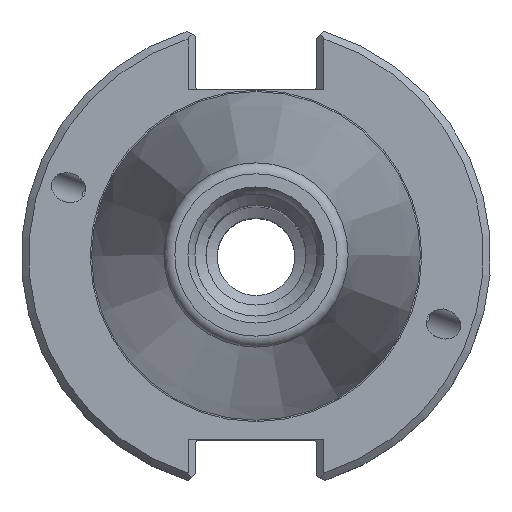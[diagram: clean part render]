
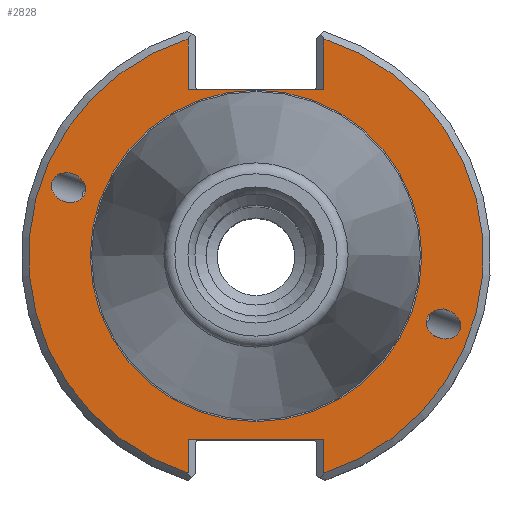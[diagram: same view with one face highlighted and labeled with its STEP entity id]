
A CAD part, top view. The second image highlights one B-rep face of the part: STEP entity #2828.
In plain terms, the highlighted planar face has unit normal (0, 0, 1).
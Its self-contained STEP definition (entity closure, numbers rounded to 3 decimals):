
#24=ELLIPSE('',#3020,2.381,1.95);
#25=ELLIPSE('',#3024,2.381,1.95);
#66=LINE('',#4422,#131);
#69=LINE('',#4433,#134);
#88=LINE('',#4519,#153);
#90=LINE('',#4535,#155);
#91=LINE('',#4537,#156);
#92=LINE('',#4539,#157);
#131=VECTOR('',#3443,1000.);
#134=VECTOR('',#3448,1000.);
#153=VECTOR('',#3499,1000.);
#155=VECTOR('',#3509,1000.);
#156=VECTOR('',#3510,1000.);
#157=VECTOR('',#3511,1000.);
#246=PLANE('',#3042);
#333=CIRCLE('',#3018,22.418);
#334=CIRCLE('',#3027,30.75);
#335=CIRCLE('',#3034,30.75);
#770=ORIENTED_EDGE('',*,*,#1047,.F.);
#771=ORIENTED_EDGE('',*,*,#1052,.T.);
#772=ORIENTED_EDGE('',*,*,#1046,.T.);
#773=ORIENTED_EDGE('',*,*,#1077,.F.);
#774=ORIENTED_EDGE('',*,*,#1042,.T.);
#775=ORIENTED_EDGE('',*,*,#1069,.T.);
#776=ORIENTED_EDGE('',*,*,#1082,.T.);
#777=ORIENTED_EDGE('',*,*,#1083,.F.);
#778=ORIENTED_EDGE('',*,*,#1084,.T.);
#779=ORIENTED_EDGE('',*,*,#1040,.F.);
#780=ORIENTED_EDGE('',*,*,#1039,.F.);
#1039=EDGE_CURVE('',#1258,#1258,#333,.T.);
#1040=EDGE_CURVE('',#1259,#1259,#24,.T.);
#1042=EDGE_CURVE('',#1261,#1260,#66,.T.);
#1046=EDGE_CURVE('',#1262,#1263,#69,.T.);
#1047=EDGE_CURVE('',#1264,#1264,#25,.T.);
#1052=EDGE_CURVE('',#1267,#1262,#334,.T.);
#1069=EDGE_CURVE('',#1260,#1278,#335,.T.);
#1077=EDGE_CURVE('',#1261,#1263,#88,.T.);
#1082=EDGE_CURVE('',#1278,#1285,#90,.T.);
#1083=EDGE_CURVE('',#1286,#1285,#91,.T.);
#1084=EDGE_CURVE('',#1286,#1267,#92,.T.);
#1258=VERTEX_POINT('',#4412);
#1259=VERTEX_POINT('',#4415);
#1260=VERTEX_POINT('',#4421);
#1261=VERTEX_POINT('',#4423);
#1262=VERTEX_POINT('',#4430);
#1263=VERTEX_POINT('',#4432);
#1264=VERTEX_POINT('',#4436);
#1267=VERTEX_POINT('',#4451);
#1278=VERTEX_POINT('',#4497);
#1285=VERTEX_POINT('',#4536);
#1286=VERTEX_POINT('',#4538);
#1558=EDGE_LOOP('',(#770));
#1559=EDGE_LOOP('',(#771,#772,#773,#774,#775,#776,#777,#778));
#1560=EDGE_LOOP('',(#779));
#1561=EDGE_LOOP('',(#780));
#1760=FACE_BOUND('',#1558,.T.);
#1761=FACE_BOUND('',#1559,.T.);
#1762=FACE_BOUND('',#1560,.T.);
#1763=FACE_BOUND('',#1561,.T.);
#2828=ADVANCED_FACE('',(#1760,#1761,#1762,#1763),#246,.T.);
#3018=AXIS2_PLACEMENT_3D('',#4411,#3435,#3436);
#3020=AXIS2_PLACEMENT_3D('',#4414,#3439,#3440);
#3024=AXIS2_PLACEMENT_3D('',#4435,#3451,#3452);
#3027=AXIS2_PLACEMENT_3D('',#4452,#3459,#3460);
#3034=AXIS2_PLACEMENT_3D('',#4498,#3485,#3486);
#3042=AXIS2_PLACEMENT_3D('',#4534,#3507,#3508);
#3435=DIRECTION('',(0.,0.,1.));
#3436=DIRECTION('',(1.,0.,0.));
#3439=DIRECTION('',(0.,0.,1.));
#3440=DIRECTION('',(-0.94,0.342,0.));
#3443=DIRECTION('',(0.,-1.,0.));
#3448=DIRECTION('',(0.,1.,0.));
#3451=DIRECTION('',(0.,0.,1.));
#3452=DIRECTION('',(0.94,-0.342,0.));
#3459=DIRECTION('',(0.,0.,1.));
#3460=DIRECTION('',(1.,0.,0.));
#3485=DIRECTION('',(0.,0.,1.));
#3486=DIRECTION('',(1.,0.,0.));
#3499=DIRECTION('',(-1.,0.,0.));
#3507=DIRECTION('',(0.,0.,1.));
#3508=DIRECTION('',(1.,0.,0.));
#3509=DIRECTION('',(0.,-1.,0.));
#3510=DIRECTION('',(1.,0.,0.));
#3511=DIRECTION('',(0.,1.,0.));
#4411=CARTESIAN_POINT('',(0.,0.,-3.17));
#4412=CARTESIAN_POINT('',(22.418,0.,-3.17));
#4414=CARTESIAN_POINT('',(25.372,-9.235,-3.17));
#4415=CARTESIAN_POINT('',(23.135,-8.42,-3.17));
#4421=CARTESIAN_POINT('',(9.19,-29.345,-3.17));
#4422=CARTESIAN_POINT('',(9.19,-30.831,-3.17));
#4423=CARTESIAN_POINT('',(9.19,-24.87,-3.17));
#4430=CARTESIAN_POINT('',(-9.19,-29.345,-3.17));
#4432=CARTESIAN_POINT('',(-9.19,-24.87,-3.17));
#4433=CARTESIAN_POINT('',(-9.19,-24.87,-3.17));
#4435=CARTESIAN_POINT('',(-25.372,9.235,-3.17));
#4436=CARTESIAN_POINT('',(-23.135,8.42,-3.17));
#4451=CARTESIAN_POINT('',(-9.19,29.345,-3.17));
#4452=CARTESIAN_POINT('',(0.,0.,-3.17));
#4497=CARTESIAN_POINT('',(9.19,29.345,-3.17));
#4498=CARTESIAN_POINT('',(0.,0.,-3.17));
#4519=CARTESIAN_POINT('',(8.19,-24.87,-3.17));
#4534=CARTESIAN_POINT('',(22.418,0.,-3.17));
#4535=CARTESIAN_POINT('',(9.19,22.46,-3.17));
#4536=CARTESIAN_POINT('',(9.19,22.46,-3.17));
#4537=CARTESIAN_POINT('',(-8.19,22.46,-3.17));
#4538=CARTESIAN_POINT('',(-9.19,22.46,-3.17));
#4539=CARTESIAN_POINT('',(-9.19,30.831,-3.17));
